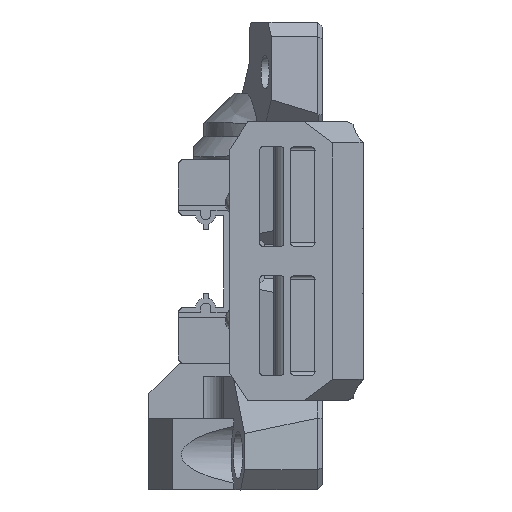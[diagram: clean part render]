
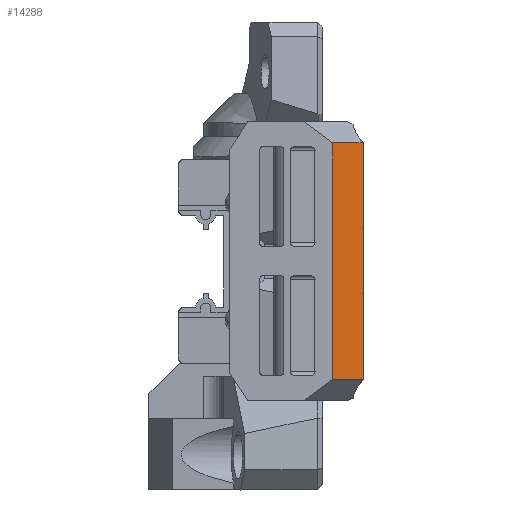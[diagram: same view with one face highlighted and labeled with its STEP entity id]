
A CAD part, left-side view. The second image highlights one B-rep face of the part: STEP entity #14288.
In plain terms, the highlighted face is planar.
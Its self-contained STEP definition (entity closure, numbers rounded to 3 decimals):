
#179=ELLIPSE('',#15515,2.469,1.8);
#1117=PLANE('',#15520);
#1976=FACE_OUTER_BOUND('',#2788,.T.);
#2788=EDGE_LOOP('',(#13214,#13215,#13216,#13217,#13218,#13219,#13220,#13221));
#4035=LINE('',#30349,#5338);
#4073=LINE('',#30495,#5376);
#4077=LINE('',#30505,#5380);
#4078=LINE('',#30507,#5381);
#4079=LINE('',#30509,#5382);
#4080=LINE('',#30510,#5383);
#4081=LINE('',#30511,#5384);
#5338=VECTOR('',#18869,10.);
#5376=VECTOR('',#18977,10.);
#5380=VECTOR('',#18985,10.);
#5381=VECTOR('',#18986,10.);
#5382=VECTOR('',#18987,10.);
#5383=VECTOR('',#18988,10.);
#5384=VECTOR('',#18989,10.);
#7136=VERTEX_POINT('',#30346);
#7137=VERTEX_POINT('',#30348);
#7184=VERTEX_POINT('',#30482);
#7185=VERTEX_POINT('',#30484);
#7188=VERTEX_POINT('',#30494);
#7192=VERTEX_POINT('',#30504);
#7193=VERTEX_POINT('',#30506);
#7194=VERTEX_POINT('',#30508);
#9159=EDGE_CURVE('',#7136,#7137,#4035,.T.);
#9219=EDGE_CURVE('',#7185,#7184,#179,.F.);
#9224=EDGE_CURVE('',#7188,#7185,#4073,.F.);
#9229=EDGE_CURVE('',#7184,#7192,#4077,.F.);
#9230=EDGE_CURVE('',#7192,#7193,#4078,.F.);
#9231=EDGE_CURVE('',#7193,#7194,#4079,.F.);
#9232=EDGE_CURVE('',#7194,#7137,#4080,.T.);
#9233=EDGE_CURVE('',#7188,#7136,#4081,.T.);
#13214=ORIENTED_EDGE('',*,*,#9224,.T.);
#13215=ORIENTED_EDGE('',*,*,#9219,.T.);
#13216=ORIENTED_EDGE('',*,*,#9229,.T.);
#13217=ORIENTED_EDGE('',*,*,#9230,.T.);
#13218=ORIENTED_EDGE('',*,*,#9231,.T.);
#13219=ORIENTED_EDGE('',*,*,#9232,.T.);
#13220=ORIENTED_EDGE('',*,*,#9159,.F.);
#13221=ORIENTED_EDGE('',*,*,#9233,.F.);
#14288=ADVANCED_FACE('',(#1976),#1117,.T.);
#15515=AXIS2_PLACEMENT_3D('',#30485,#18966,#18967);
#15520=AXIS2_PLACEMENT_3D('',#30503,#18983,#18984);
#18869=DIRECTION('',(0.,1.,0.));
#18966=DIRECTION('center_axis',(-0.999,0.,
0.032));
#18967=DIRECTION('ref_axis',(-0.032,0.,-0.999));
#18977=DIRECTION('',(0.,-1.,0.));
#18983=DIRECTION('center_axis',(-0.75,0.,-0.661));
#18984=DIRECTION('ref_axis',(0.,1.,0.));
#18985=DIRECTION('',(0.,-1.,0.));
#18986=DIRECTION('',(0.,-1.,0.));
#18987=DIRECTION('',(0.,-1.,0.));
#18988=DIRECTION('',(0.661,0.,-0.75));
#18989=DIRECTION('',(0.661,0.,-0.75));
#30346=CARTESIAN_POINT('',(-4.935,-11.601,0.));
#30348=CARTESIAN_POINT('',(-4.934,11.602,0.));
#30349=CARTESIAN_POINT('',(-4.934,3.33,0.));
#30482=CARTESIAN_POINT('',(-7.93,-3.199,3.401));
#30484=CARTESIAN_POINT('',(-7.93,-3.199,3.401));
#30485=CARTESIAN_POINT('Origin',(-7.852,-3.199,5.869));
#30494=CARTESIAN_POINT('',(-7.931,-11.601,3.401));
#30495=CARTESIAN_POINT('',(-7.93,-5.727,3.401));
#30503=CARTESIAN_POINT('Origin',(-5.226,-0.079,
0.331));
#30504=CARTESIAN_POINT('',(-7.93,3.201,3.401));
#30505=CARTESIAN_POINT('',(-7.93,-5.727,3.401));
#30506=CARTESIAN_POINT('',(-7.93,3.201,3.401));
#30507=CARTESIAN_POINT('',(-7.93,-5.727,3.401));
#30508=CARTESIAN_POINT('',(-7.929,11.602,3.401));
#30509=CARTESIAN_POINT('',(-7.93,-5.727,3.401));
#30510=CARTESIAN_POINT('',(-5.557,11.602,0.708));
#30511=CARTESIAN_POINT('',(-5.559,-11.601,0.708));
